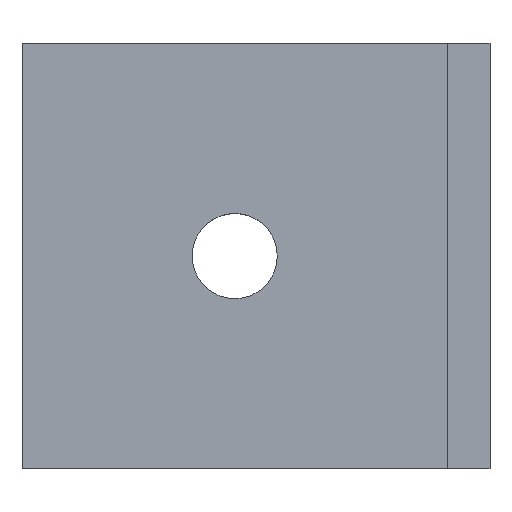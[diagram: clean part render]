
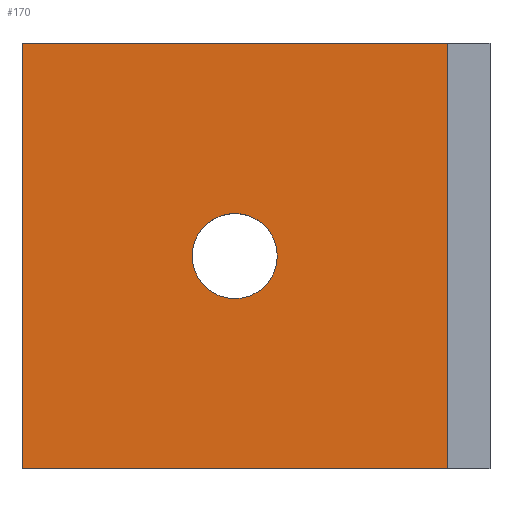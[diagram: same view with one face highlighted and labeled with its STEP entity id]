
A CAD part, top view. The second image highlights one B-rep face of the part: STEP entity #170.
In plain terms, the highlighted planar face has unit normal (0, 0, 1).
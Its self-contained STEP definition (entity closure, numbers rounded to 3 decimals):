
#15=FACE_BOUND('',#37,.T.);
#17=CIRCLE('',#190,3.);
#27=FACE_OUTER_BOUND('',#36,.T.);
#36=EDGE_LOOP('',(#145,#146,#147,#148));
#37=EDGE_LOOP('',(#149));
#40=LINE('',#244,#59);
#52=LINE('',#272,#71);
#55=LINE('',#278,#74);
#58=LINE('',#282,#77);
#59=VECTOR('',#201,10.);
#71=VECTOR('',#225,10.);
#74=VECTOR('',#230,10.);
#77=VECTOR('',#235,10.);
#78=VERTEX_POINT('',#242);
#79=VERTEX_POINT('',#243);
#86=VERTEX_POINT('',#263);
#89=VERTEX_POINT('',#271);
#91=VERTEX_POINT('',#277);
#92=EDGE_CURVE('',#78,#79,#40,.T.);
#102=EDGE_CURVE('',#86,#86,#17,.T.);
#106=EDGE_CURVE('',#89,#78,#52,.T.);
#109=EDGE_CURVE('',#91,#89,#55,.T.);
#112=EDGE_CURVE('',#79,#91,#58,.T.);
#145=ORIENTED_EDGE('',*,*,#92,.T.);
#146=ORIENTED_EDGE('',*,*,#112,.T.);
#147=ORIENTED_EDGE('',*,*,#109,.T.);
#148=ORIENTED_EDGE('',*,*,#106,.T.);
#149=ORIENTED_EDGE('',*,*,#102,.T.);
#161=PLANE('',#195);
#170=ADVANCED_FACE('',(#27,#15),#161,.T.);
#190=AXIS2_PLACEMENT_3D('',#264,#217,#218);
#195=AXIS2_PLACEMENT_3D('',#283,#236,#237);
#201=DIRECTION('',(0.,1.,0.));
#217=DIRECTION('center_axis',(0.,0.,-1.));
#218=DIRECTION('ref_axis',(1.,0.,0.));
#225=DIRECTION('',(1.,0.,0.));
#230=DIRECTION('',(0.,-1.,0.));
#235=DIRECTION('',(-1.,0.,0.));
#236=DIRECTION('center_axis',(0.,0.,1.));
#237=DIRECTION('ref_axis',(1.,0.,0.));
#242=CARTESIAN_POINT('',(15.,-15.,3.));
#243=CARTESIAN_POINT('',(15.,15.,3.));
#244=CARTESIAN_POINT('',(15.,-15.,3.));
#263=CARTESIAN_POINT('',(-3.,0.,3.));
#264=CARTESIAN_POINT('Origin',(0.,0.,3.));
#271=CARTESIAN_POINT('',(-15.,-15.,3.));
#272=CARTESIAN_POINT('',(-15.,-15.,3.));
#277=CARTESIAN_POINT('',(-15.,15.,3.));
#278=CARTESIAN_POINT('',(-15.,15.,3.));
#282=CARTESIAN_POINT('',(15.,15.,3.));
#283=CARTESIAN_POINT('Origin',(0.,0.,3.));
